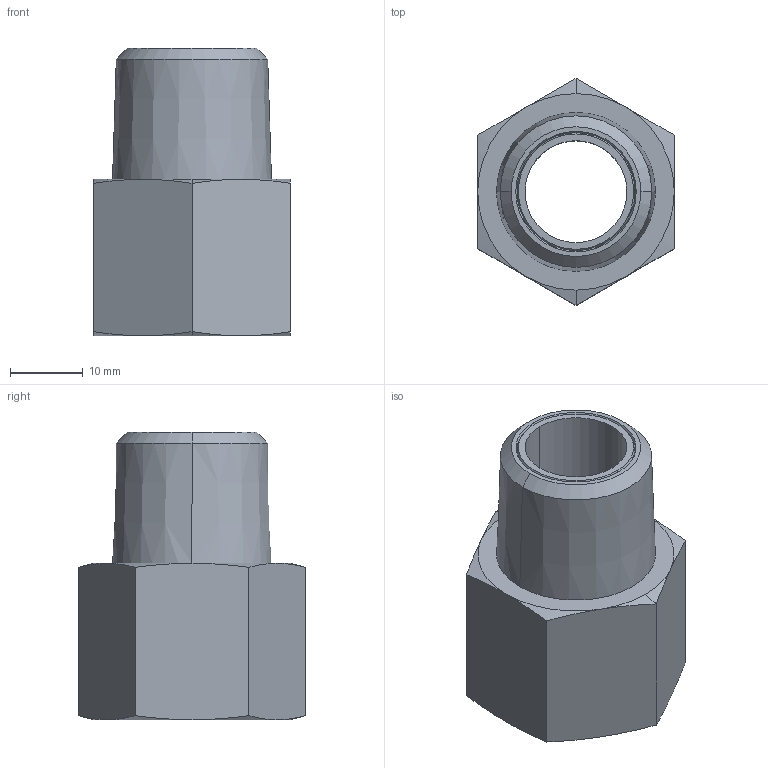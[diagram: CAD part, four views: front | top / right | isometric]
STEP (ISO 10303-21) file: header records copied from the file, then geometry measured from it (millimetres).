
FILE_DESCRIPTION(('STEP AP214'),'1');
FILE_NAME('1864_22_21.stp','2016-07-07T14:25:18',('TraceParts'),('TraceParts S.A.'),'Spatial InterOp 3D',' ',' ');
FILE_SCHEMA(('automotive_design'));
Length unit declared in the file: millimetre
Products named in the file (1): Solide1
Bounding box: 27 x 31.18 x 39.5 mm (x, y, z)
Volume: 11687.6 mm3; surface area: 6014.8 mm2
Topology: 1 solids, 1 shells, 41 faces, 86 edges, 50 vertices
Faces by surface type: cone 26, plane 11, cylinder 4
Entity records: 1414 total; most frequent: CARTESIAN_POINT 226, DIRECTION 184, ORIENTED_EDGE 172, EDGE_CURVE 86, AXIS2_PLACEMENT_3D 80, VERTEX_POINT 50, EDGE_LOOP 46, STYLED_ITEM 42
